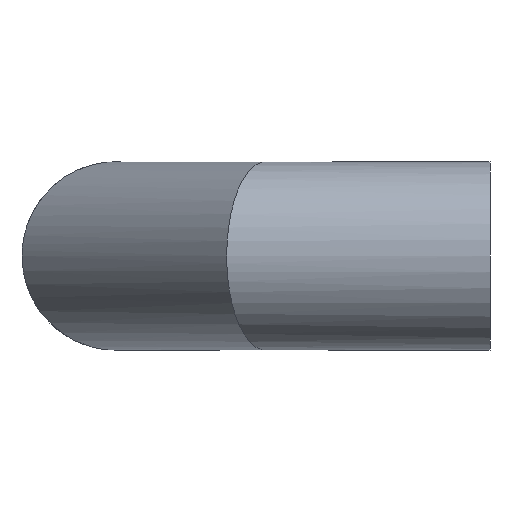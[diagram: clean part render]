
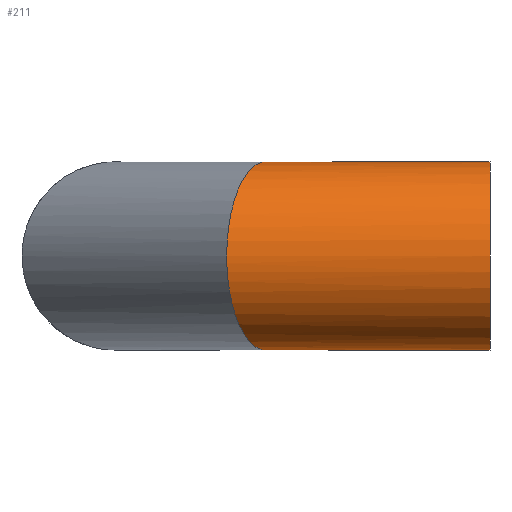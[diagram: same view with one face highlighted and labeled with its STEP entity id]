
A CAD part, left-side view. The second image highlights one B-rep face of the part: STEP entity #211.
In plain terms, the highlighted cylindrical face has radius 80.01 mm (diameter 160.02 mm), a full revolution.
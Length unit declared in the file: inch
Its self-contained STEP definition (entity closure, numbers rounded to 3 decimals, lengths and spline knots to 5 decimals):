
#31 = ORIENTED_EDGE ( 'NONE', *, *, #245, .T. ) ;
#33 = CARTESIAN_POINT ( 'NONE',  ( 3.15, 6.19523, -6.3 ) ) ;
#91 = CIRCLE ( 'NONE', #414, 3.15 ) ;
#95 = AXIS2_PLACEMENT_3D ( 'NONE', #217, #310, #349 ) ;
#104 = CARTESIAN_POINT ( 'NONE',  ( 0., 0., 3.15 ) ) ;
#108 = FACE_OUTER_BOUND ( 'NONE', #255, .T. ) ;
#111 = CARTESIAN_POINT ( 'NONE',  ( 3.15, 6.19523, 0. ) ) ;
#128 = DIRECTION ( 'NONE',  ( 0., 1., 0. ) ) ;
#129 = VERTEX_POINT ( 'NONE', #432 ) ;
#143 = CARTESIAN_POINT ( 'NONE',  ( -3.15, 8.80477, 6.3 ) ) ;
#172 = CARTESIAN_POINT ( 'NONE',  ( -3.15, 8.80477, -6.3 ) ) ;
#203 = ORIENTED_EDGE ( 'NONE', *, *, #336, .F. ) ;
#206 = CARTESIAN_POINT ( 'NONE',  ( 3.15, 6.19523, 0. ) ) ;
#211 = ADVANCED_FACE ( 'NONE', ( #108, #425 ), #301, .T. ) ;
#213 =( BOUNDED_CURVE ( )  B_SPLINE_CURVE ( 3, ( #206, #33, #172, #374, #143, #328, #111 ),
 .UNSPECIFIED., .T., .T. ) 
 B_SPLINE_CURVE_WITH_KNOTS ( ( 4, 3, 4 ),
 ( 0., 3.14159, 6.28319 ),
 .UNSPECIFIED. ) 
 CURVE ( )  GEOMETRIC_REPRESENTATION_ITEM ( )  RATIONAL_B_SPLINE_CURVE ( ( 1., 0.333, 0.333, 1., 0.333, 0.333, 1. ) ) 
 REPRESENTATION_ITEM ( '' )  );
#217 = CARTESIAN_POINT ( 'NONE',  ( 0., 16.40955, 0. ) ) ;
#245 = EDGE_CURVE ( 'NONE', #279, #279, #91, .T. ) ;
#255 = EDGE_LOOP ( 'NONE', ( #31 ) ) ;
#279 = VERTEX_POINT ( 'NONE', #104 ) ;
#301 = CYLINDRICAL_SURFACE ( 'NONE', #95, 3.15 ) ;
#306 = DIRECTION ( 'NONE',  ( 0., 0., 1. ) ) ;
#310 = DIRECTION ( 'NONE',  ( 0., -1., 0. ) ) ;
#328 = CARTESIAN_POINT ( 'NONE',  ( 3.15, 6.19523, 6.3 ) ) ;
#336 = EDGE_CURVE ( 'NONE', #129, #129, #213, .T. ) ;
#347 = CARTESIAN_POINT ( 'NONE',  ( 0., 0., 0. ) ) ;
#349 = DIRECTION ( 'NONE',  ( 0., 0., -1. ) ) ;
#374 = CARTESIAN_POINT ( 'NONE',  ( -3.15, 8.80477, 0. ) ) ;
#381 = EDGE_LOOP ( 'NONE', ( #203 ) ) ;
#414 = AXIS2_PLACEMENT_3D ( 'NONE', #347, #128, #306 ) ;
#425 = FACE_OUTER_BOUND ( 'NONE', #381, .T. ) ;
#432 = CARTESIAN_POINT ( 'NONE',  ( 3.15, 6.19523, 0. ) ) ;
